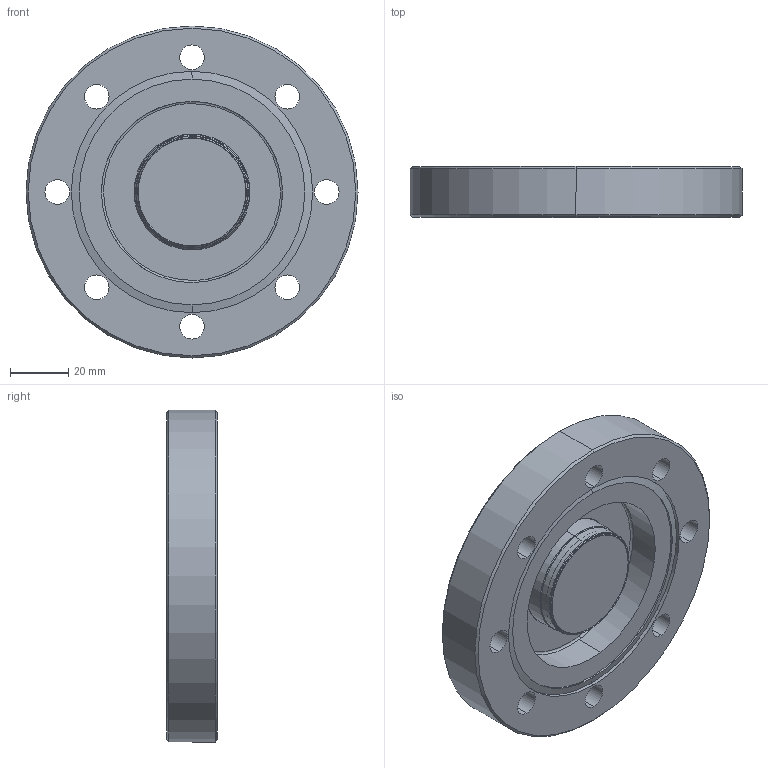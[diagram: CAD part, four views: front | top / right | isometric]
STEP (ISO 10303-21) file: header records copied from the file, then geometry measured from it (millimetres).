
FILE_DESCRIPTION (( 'STEP AP203' ), '1' );
FILE_NAME ('A0810-3-CF.STEP', '2011-10-03T15:08:56', ( '' ), ( '' ), 'SwSTEP 2.0', 'SolidWorks 2011', '' );
FILE_SCHEMA (( 'CONFIG_CONTROL_DESIGN' ));
Length unit declared in the file: inch
Products named in the file (1): A0810-3-CF
Bounding box: 113.54 x 17.27 x 113.54 mm (x, y, z)
Volume: 113291.7 mm3; surface area: 36459.2 mm2
Topology: 1 solids, 1 shells, 81 faces, 188 edges, 118 vertices
Faces by surface type: cylinder 42, cone 20, plane 11, bspline 8
Entity records: 3177 total; most frequent: CARTESIAN_POINT 1160, DIRECTION 446, ORIENTED_EDGE 376, AXIS2_PLACEMENT_3D 192, EDGE_CURVE 188, VERTEX_POINT 118, CIRCLE 118, EDGE_LOOP 106
